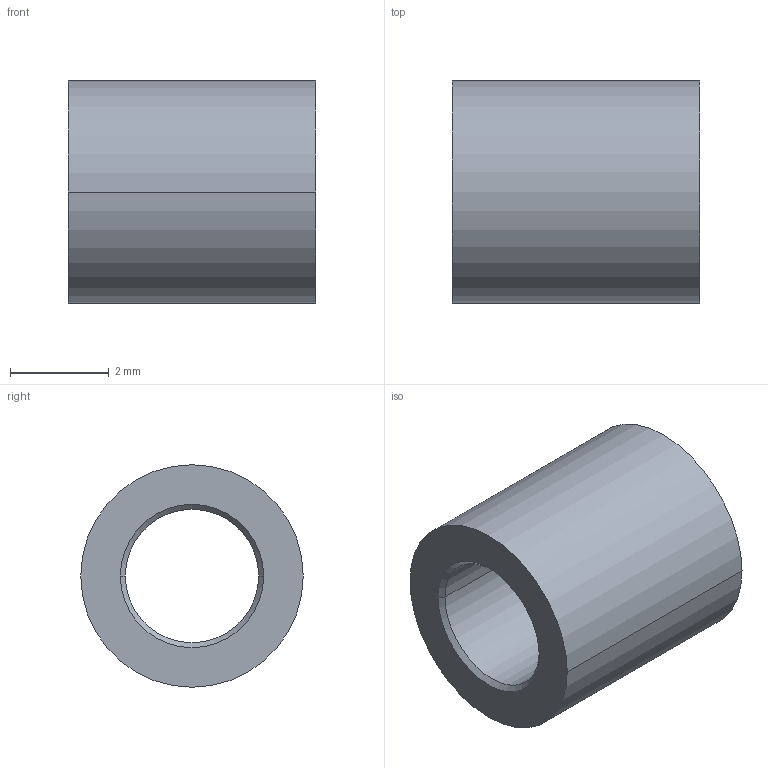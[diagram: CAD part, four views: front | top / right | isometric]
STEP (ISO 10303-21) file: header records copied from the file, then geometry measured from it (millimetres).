
FILE_DESCRIPTION((''),'2;1');
FILE_NAME('001_SPACER_MASTER','2025-12-22T00:47:37',('Administrator'),(''),'CREO PARAMETRIC BY PTC INC, 2020414','CREO PARAMETRIC BY PTC INC, 2020414','');
FILE_SCHEMA(('AUTOMOTIVE_DESIGN { 1 0 10303 214 1 1 1 1 }'));
Length unit declared in the file: millimetre
Products named in the file (1): 001_SPACER_MASTER
Bounding box: 5 x 4.5 x 4.5 mm (x, y, z)
Volume: 50.8 mm3; surface area: 132.5 mm2
Topology: 1 solids, 1 shells, 10 faces, 27 edges, 30 vertices
Faces by surface type: cylinder 4, cone 4, plane 2
Entity records: 571 total; most frequent: COLOUR_RGB 116, DIRECTION 61, CARTESIAN_POINT 56, ORIENTED_EDGE 40, AXIS2_PLACEMENT_3D 23, EDGE_CURVE 20, PROPERTY_DEFINITION 18, REPRESENTATION 17
